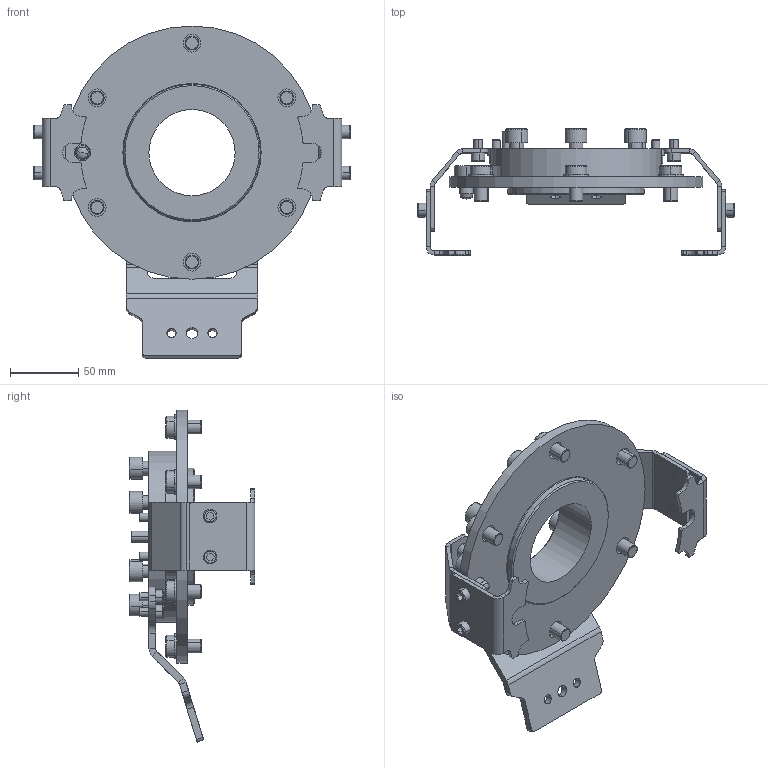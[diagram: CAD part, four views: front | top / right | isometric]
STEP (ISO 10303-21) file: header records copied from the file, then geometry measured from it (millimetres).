
FILE_DESCRIPTION (( 'STEP AP203' ), '1' );
FILE_NAME ('P5215.STEP', '2020-03-30T12:00:06', ( '' ), ( '' ), 'SwSTEP 2.0', 'SolidWorks 2019', '' );
FILE_SCHEMA (( 'CONFIG_CONTROL_DESIGN' ));
Length unit declared in the file: millimetre
Products named in the file (1): P5215
Bounding box: 231.13 x 92 x 242.53 mm (x, y, z)
Volume: 516580 mm3; surface area: 156904.5 mm2
Topology: 39 solids, 39 shells, 798 faces, 1810 edges, 1133 vertices
Faces by surface type: plane 363, cylinder 309, cone 72, torus 50, sphere 4
Entity records: 22411 total; most frequent: DIRECTION 4172, CARTESIAN_POINT 3728, ORIENTED_EDGE 3592, EDGE_CURVE 1796, AXIS2_PLACEMENT_3D 1577, VERTEX_POINT 1133, VECTOR 1018, LINE 1018
